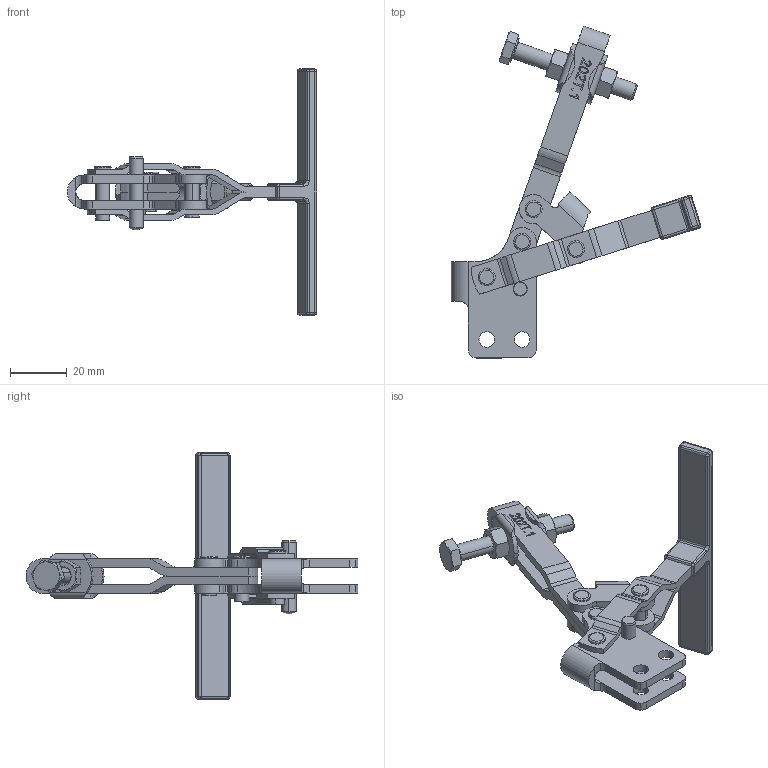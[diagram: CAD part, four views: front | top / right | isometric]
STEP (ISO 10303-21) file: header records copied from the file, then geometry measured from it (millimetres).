
FILE_DESCRIPTION((''),'2;1');
FILE_NAME('202T.1-opened.stp','2005-09-27T18:27:50',('Kysilko'),(''),'Autodesk Inventor 8','Autodesk Inventor 8','');
FILE_SCHEMA(('AUTOMOTIVE_DESIGN { 1 0 10303 214 1 1 1 1 }'));
Length unit declared in the file: millimetre
Products named in the file (1): Part65
Bounding box: 87.99 x 117.14 x 87 mm (x, y, z)
Volume: 24601.6 mm3; surface area: 19270.8 mm2
Topology: 1 solids, 6 shells, 543 faces, 1442 edges, 902 vertices
Faces by surface type: cylinder 194, plane 181, bspline 90, cone 52, sphere 14, torus 12
Entity records: 19538 total; most frequent: CARTESIAN_POINT 6294, ORIENTED_EDGE 2844, DIRECTION 2719, EDGE_CURVE 1422, AXIS2_PLACEMENT_3D 1015, VERTEX_POINT 902, VECTOR 689, LINE 689
